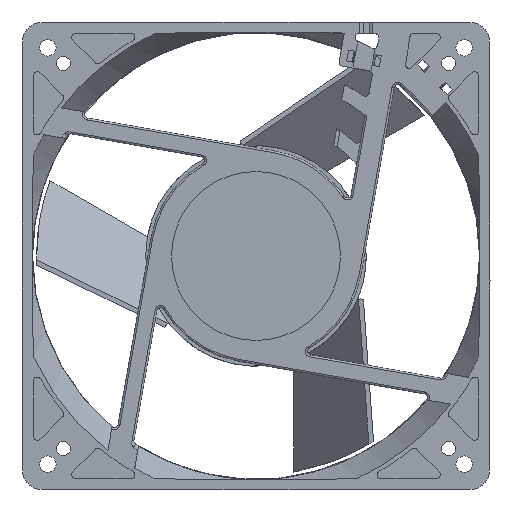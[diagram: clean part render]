
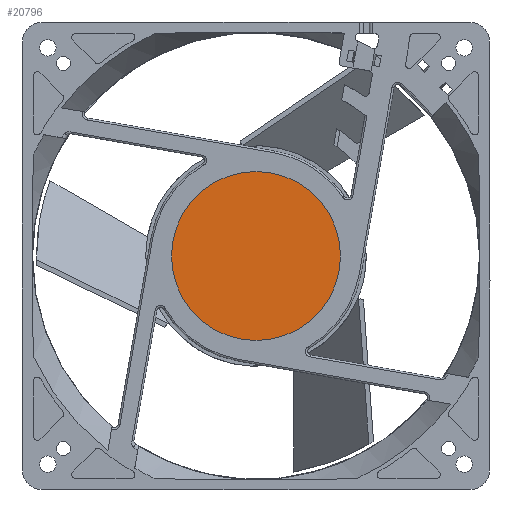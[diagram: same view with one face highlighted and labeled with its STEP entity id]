
A CAD part, front view. The second image highlights one B-rep face of the part: STEP entity #20796.
In plain terms, the highlighted planar face has unit normal (0, -1, 0).
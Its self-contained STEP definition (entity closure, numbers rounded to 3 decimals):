
#8268=CARTESIAN_POINT('',(0.,0.2,0.));
#8269=DIRECTION('',(0.,1.,0.));
#8270=DIRECTION('',(1.,0.,0.));
#8271=AXIS2_PLACEMENT_3D('',#8268,#8269,#8270);
#8273=CARTESIAN_POINT('',(0.,0.2,0.));
#8274=DIRECTION('',(0.,1.,0.));
#8275=DIRECTION('',(-1.,0.,0.));
#8276=AXIS2_PLACEMENT_3D('',#8273,#8274,#8275);
#11033=CARTESIAN_POINT('',(-23.,0.2,0.));
#11034=VERTEX_POINT('',#11033);
#11035=CARTESIAN_POINT('',(23.,0.2,0.));
#11036=VERTEX_POINT('',#11035);
#20787=CARTESIAN_POINT('',(0.,0.2,0.));
#20788=DIRECTION('',(0.,-1.,0.));
#20789=DIRECTION('',(-1.,0.,0.));
#20790=AXIS2_PLACEMENT_3D('',#20787,#20788,#20789);
#20791=PLANE('',#20790);
#20792=ORIENTED_EDGE('',*,*,#20767,.T.);
#20793=ORIENTED_EDGE('',*,*,#20781,.T.);
#20794=EDGE_LOOP('',(#20792,#20793));
#20795=FACE_OUTER_BOUND('',#20794,.F.);
#20796=ADVANCED_FACE('',(#20795),#20791,.T.);
#8272=CIRCLE('',#8271,23.);
#8277=CIRCLE('',#8276,23.);
#20767=EDGE_CURVE('',#11036,#11034,#8272,.T.);
#20781=EDGE_CURVE('',#11034,#11036,#8277,.T.);
